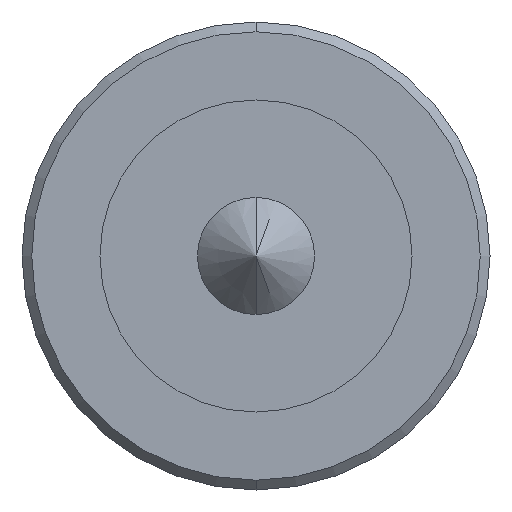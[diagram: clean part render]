
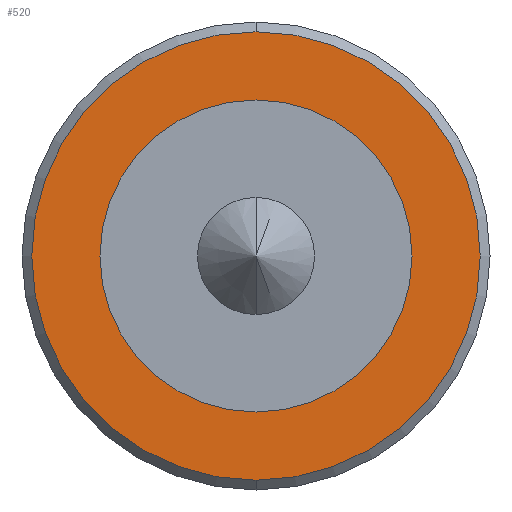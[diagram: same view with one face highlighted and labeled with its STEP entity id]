
A CAD part, front view. The second image highlights one B-rep face of the part: STEP entity #520.
In plain terms, the highlighted planar face has unit normal (0, -1, 0).
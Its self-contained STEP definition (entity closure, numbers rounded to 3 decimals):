
#388 = CIRCLE ( 'NONE', #1395, 5.75 ) ;
#398 = CIRCLE ( 'NONE', #1610, 4. ) ;
#408 = EDGE_CURVE ( 'NONE', #1219, #533, #499, .T. ) ;
#463 = EDGE_CURVE ( 'NONE', #1222, #1230, #479, .T. ) ;
#479 = CIRCLE ( 'NONE', #1608, 4. ) ;
#499 = CIRCLE ( 'NONE', #1623, 5.75 ) ;
#520 = ADVANCED_FACE ( 'NONE', ( #1443, #1461 ), #876, .T. ) ;
#533 = VERTEX_POINT ( 'NONE', #900 ) ;
#625 = CARTESIAN_POINT ( 'NONE',  ( 0., -6., 0. ) ) ;
#626 = DIRECTION ( 'NONE',  ( 0., -1., 0. ) ) ;
#627 = DIRECTION ( 'NONE',  ( 0., 0., -1. ) ) ;
#741 = CARTESIAN_POINT ( 'NONE',  ( 0., -6., 0. ) ) ;
#748 = DIRECTION ( 'NONE',  ( 0., 1., 0. ) ) ;
#749 = DIRECTION ( 'NONE',  ( 0., 0., 1. ) ) ;
#876 = PLANE ( 'NONE',  #1399 ) ;
#877 = CARTESIAN_POINT ( 'NONE',  ( -6., -6., 0. ) ) ;
#878 = DIRECTION ( 'NONE',  ( 0., -1., 0. ) ) ;
#879 = DIRECTION ( 'NONE',  ( 0., 0., -1. ) ) ;
#900 = CARTESIAN_POINT ( 'NONE',  ( 0., -6., 5.75 ) ) ;
#930 = CARTESIAN_POINT ( 'NONE',  ( 0., -6., -5.75 ) ) ;
#933 = CARTESIAN_POINT ( 'NONE',  ( 0., -6., 4. ) ) ;
#941 = CARTESIAN_POINT ( 'NONE',  ( 0., -6., -4. ) ) ;
#1005 = CARTESIAN_POINT ( 'NONE',  ( 0., -6., 0. ) ) ;
#1009 = DIRECTION ( 'NONE',  ( 0., -1., 0. ) ) ;
#1010 = DIRECTION ( 'NONE',  ( 0., 0., -1. ) ) ;
#1027 = CARTESIAN_POINT ( 'NONE',  ( 0., -6., 0. ) ) ;
#1034 = DIRECTION ( 'NONE',  ( 0., 1., 0. ) ) ;
#1035 = DIRECTION ( 'NONE',  ( 0., 0., 1. ) ) ;
#1219 = VERTEX_POINT ( 'NONE', #930 ) ;
#1222 = VERTEX_POINT ( 'NONE', #933 ) ;
#1230 = VERTEX_POINT ( 'NONE', #941 ) ;
#1273 = ORIENTED_EDGE ( 'NONE', *, *, #1675, .T. ) ;
#1274 = ORIENTED_EDGE ( 'NONE', *, *, #408, .T. ) ;
#1276 = ORIENTED_EDGE ( 'NONE', *, *, #1668, .T. ) ;
#1277 = ORIENTED_EDGE ( 'NONE', *, *, #463, .T. ) ;
#1335 = EDGE_LOOP ( 'NONE', ( #1276, #1274 ) ) ;
#1336 = EDGE_LOOP ( 'NONE', ( #1277, #1273 ) ) ;
#1395 = AXIS2_PLACEMENT_3D ( 'NONE', #1005, #1009, #1010 ) ;
#1399 = AXIS2_PLACEMENT_3D ( 'NONE', #877, #878, #879 ) ;
#1443 = FACE_OUTER_BOUND ( 'NONE', #1335, .T. ) ;
#1461 = FACE_BOUND ( 'NONE', #1336, .T. ) ;
#1608 = AXIS2_PLACEMENT_3D ( 'NONE', #741, #748, #749 ) ;
#1610 = AXIS2_PLACEMENT_3D ( 'NONE', #1027, #1034, #1035 ) ;
#1623 = AXIS2_PLACEMENT_3D ( 'NONE', #625, #626, #627 ) ;
#1668 = EDGE_CURVE ( 'NONE', #533, #1219, #388, .T. ) ;
#1675 = EDGE_CURVE ( 'NONE', #1230, #1222, #398, .T. ) ;
